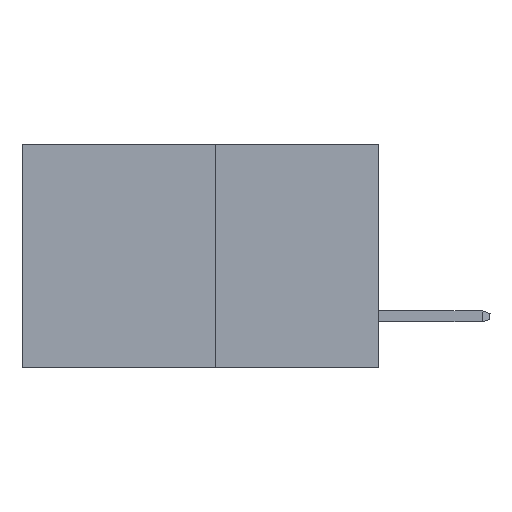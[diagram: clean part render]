
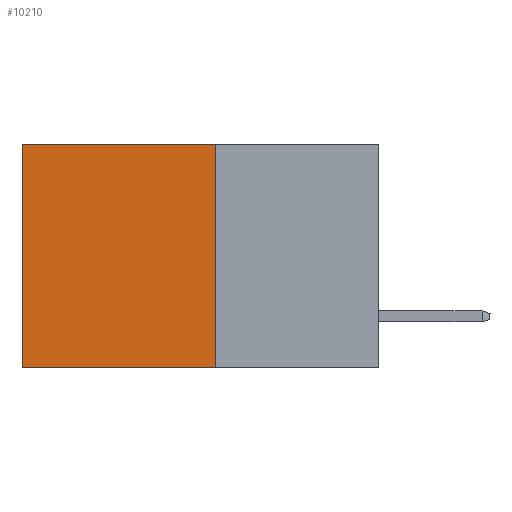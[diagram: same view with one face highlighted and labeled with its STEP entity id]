
A CAD part, left-side view. The second image highlights one B-rep face of the part: STEP entity #10210.
In plain terms, the highlighted planar face has unit normal (-1, 0, 0).
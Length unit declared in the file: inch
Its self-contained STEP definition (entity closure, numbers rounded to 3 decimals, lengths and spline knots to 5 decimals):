
#5 = CARTESIAN_POINT ( 'NONE',  ( 0.277, 0.27, 0. ) ) ;
#156 = FACE_OUTER_BOUND ( 'NONE', #2224, .T. ) ;
#226 = CARTESIAN_POINT ( 'NONE',  ( 0.277, 0.59, 0. ) ) ;
#606 = VECTOR ( 'NONE', #9410, 39.37008 ) ;
#619 = LINE ( 'NONE', #8368, #3171 ) ;
#1197 = ORIENTED_EDGE ( 'NONE', *, *, #9194, .T. ) ;
#1422 = LINE ( 'NONE', #8960, #3868 ) ;
#1889 = CARTESIAN_POINT ( 'NONE',  ( 0.277, 0.59, -0.37 ) ) ;
#2123 = EDGE_CURVE ( 'NONE', #6151, #5872, #619, .T. ) ;
#2224 = EDGE_LOOP ( 'NONE', ( #10635, #6014, #8523, #1197 ) ) ;
#2595 = EDGE_CURVE ( 'NONE', #9478, #10595, #3163, .T. ) ;
#3163 = LINE ( 'NONE', #9561, #606 ) ;
#3171 = VECTOR ( 'NONE', #8898, 39.37008 ) ;
#3208 = PLANE ( 'NONE',  #4145 ) ;
#3228 = VECTOR ( 'NONE', #4182, 39.37008 ) ;
#3868 = VECTOR ( 'NONE', #9062, 39.37008 ) ;
#4145 = AXIS2_PLACEMENT_3D ( 'NONE', #9805, #4178, #10699 ) ;
#4178 = DIRECTION ( 'NONE',  ( 1., 0., 0. ) ) ;
#4182 = DIRECTION ( 'NONE',  ( 0., 1., 0. ) ) ;
#5783 = LINE ( 'NONE', #5, #3228 ) ;
#5872 = VERTEX_POINT ( 'NONE', #6184 ) ;
#6014 = ORIENTED_EDGE ( 'NONE', *, *, #7967, .F. ) ;
#6151 = VERTEX_POINT ( 'NONE', #8287 ) ;
#6184 = CARTESIAN_POINT ( 'NONE',  ( 0.277, 0.27, -0.37 ) ) ;
#7967 = EDGE_CURVE ( 'NONE', #5872, #10595, #1422, .T. ) ;
#8287 = CARTESIAN_POINT ( 'NONE',  ( 0.277, 0.27, 0. ) ) ;
#8368 = CARTESIAN_POINT ( 'NONE',  ( 0.277, 0.27, -0.37 ) ) ;
#8523 = ORIENTED_EDGE ( 'NONE', *, *, #2123, .F. ) ;
#8898 = DIRECTION ( 'NONE',  ( 0., 0., -1. ) ) ;
#8960 = CARTESIAN_POINT ( 'NONE',  ( 0.277, 0.27, -0.37 ) ) ;
#9062 = DIRECTION ( 'NONE',  ( 0., 1., 0. ) ) ;
#9194 = EDGE_CURVE ( 'NONE', #6151, #9478, #5783, .T. ) ;
#9410 = DIRECTION ( 'NONE',  ( 0., 0., -1. ) ) ;
#9478 = VERTEX_POINT ( 'NONE', #226 ) ;
#9561 = CARTESIAN_POINT ( 'NONE',  ( 0.277, 0.59, -0.37 ) ) ;
#9805 = CARTESIAN_POINT ( 'NONE',  ( 0.277, 0.27, -0.37 ) ) ;
#10210 = ADVANCED_FACE ( 'NONE', ( #156 ), #3208, .F. ) ;
#10595 = VERTEX_POINT ( 'NONE', #1889 ) ;
#10635 = ORIENTED_EDGE ( 'NONE', *, *, #2595, .T. ) ;
#10699 = DIRECTION ( 'NONE',  ( 0., 0., -1. ) ) ;
